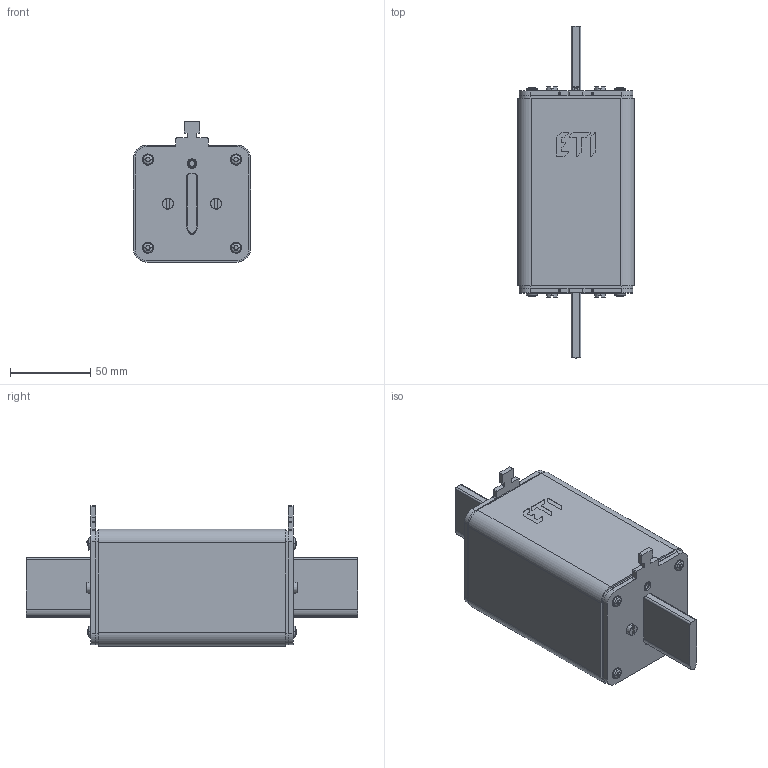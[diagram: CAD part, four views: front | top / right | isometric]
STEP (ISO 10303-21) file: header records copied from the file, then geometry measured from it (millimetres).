
FILE_DESCRIPTION((''),'2;1');
FILE_NAME('3LS_1100V_450A_ASM','2021-10-20T',('said.beganovic'),('Audax d.o.o.'),'CREO PARAMETRIC BY PTC INC, 2017020','CREO PARAMETRIC BY PTC INC, 2017020','');
FILE_SCHEMA(('AUTOMOTIVE_DESIGN { 1 0 10303 214 1 1 1 1 }'));
Length unit declared in the file: millimetre
Products named in the file (13): 0000037322; 0000045934; 0000019000_AF4; 0000019002_AF1; 0000034889_ASM; 0000046026; 0000046024; 0000011586; 0000011580; 0000011599; 0000015419; 0000043213; 3LS_1100V_450A_ASM
Assembly tree (25 placements, depth 3):
  3LS_1100V_450A_ASM
    0000037322
    0000045934  x2
    0000034889_ASM  x2
      0000019000_AF4
      0000019002_AF1
    0000046026
    0000046024
    0000011586
    0000011580
    0000011599  x2
    0000015419  x4
    0000043213  x8
Bounding box: 73 x 207 x 87.5 mm (x, y, z)
Volume: 692676.3 mm3; surface area: 109855.2 mm2
Topology: 25 solids, 41 shells, 1127 faces, 2906 edges, 1838 vertices
Faces by surface type: cylinder 569, plane 267, bspline 139, cone 80, torus 56, sphere 16
Entity records: 31306 total; most frequent: CARTESIAN_POINT 6678, DIRECTION 2954, ORIENTED_EDGE 2656, PRESENTATION_STYLE_ASSIGNMENT 1911, STYLED_ITEM 1860, CURVE_STYLE 1350, EDGE_CURVE 1350, AXIS2_PLACEMENT_3D 1133
